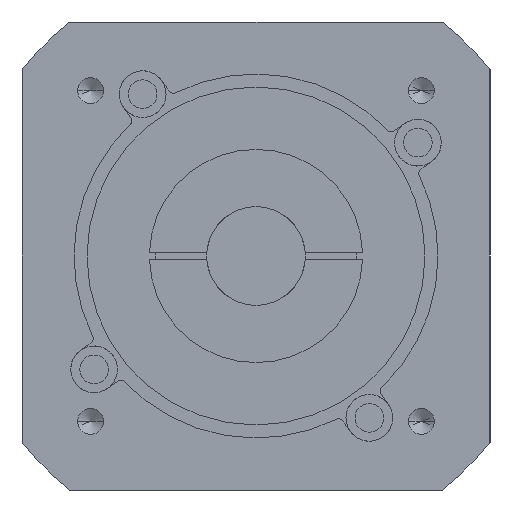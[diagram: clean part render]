
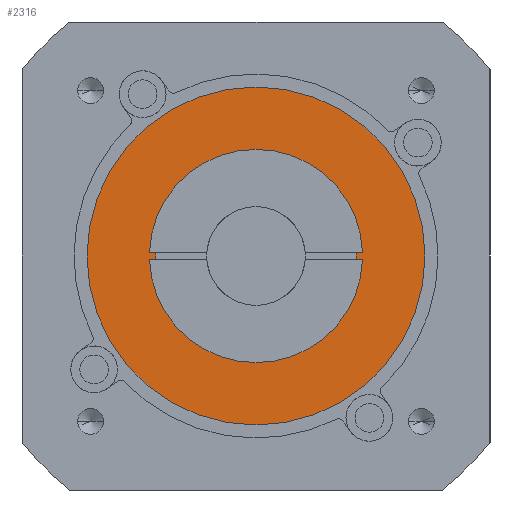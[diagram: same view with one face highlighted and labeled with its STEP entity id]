
A CAD part, left-side view. The second image highlights one B-rep face of the part: STEP entity #2316.
In plain terms, the highlighted planar face has unit normal (-1, 0, 0).
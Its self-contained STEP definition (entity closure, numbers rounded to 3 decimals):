
#284 = CARTESIAN_POINT ( 'NONE',  ( 31.601, 0., 0. ) ) ;
#408 = DIRECTION ( 'NONE',  ( -1., 0., 0. ) ) ;
#532 = EDGE_CURVE ( 'NONE', #3332, #1008, #2493, .T. ) ;
#650 = CIRCLE ( 'NONE', #5176, 19.25 ) ;
#663 = CARTESIAN_POINT ( 'NONE',  ( 31.601, 0., 0. ) ) ;
#685 = CARTESIAN_POINT ( 'NONE',  ( 31.601, 0., 0. ) ) ;
#708 = CARTESIAN_POINT ( 'NONE',  ( 31.601, 0., 19.25 ) ) ;
#757 = DIRECTION ( 'NONE',  ( 0., 0., 1. ) ) ;
#921 = ORIENTED_EDGE ( 'NONE', *, *, #532, .T. ) ;
#939 = EDGE_LOOP ( 'NONE', ( #5443, #5270 ) ) ;
#1008 = VERTEX_POINT ( 'NONE', #4500 ) ;
#1035 = AXIS2_PLACEMENT_3D ( 'NONE', #284, #3692, #757 ) ;
#1136 = DIRECTION ( 'NONE',  ( 0., 0., 1. ) ) ;
#1178 = DIRECTION ( 'NONE',  ( 0., 0., 1. ) ) ;
#1492 = EDGE_CURVE ( 'NONE', #1008, #3332, #2548, .T. ) ;
#1556 = PLANE ( 'NONE',  #3123 ) ;
#1895 = CARTESIAN_POINT ( 'NONE',  ( 31.601, 0., -19.25 ) ) ;
#1919 = CIRCLE ( 'NONE', #1035, 19.25 ) ;
#2042 = DIRECTION ( 'NONE',  ( 0., 0., -1. ) ) ;
#2124 = VERTEX_POINT ( 'NONE', #1895 ) ;
#2316 = ADVANCED_FACE ( 'NONE', ( #2862, #4321 ), #1556, .F. ) ;
#2493 = CIRCLE ( 'NONE', #3494, 32.5 ) ;
#2527 = EDGE_CURVE ( 'NONE', #5615, #2124, #1919, .T. ) ;
#2548 = CIRCLE ( 'NONE', #5601, 32.5 ) ;
#2862 = FACE_BOUND ( 'NONE', #939, .T. ) ;
#2980 = ORIENTED_EDGE ( 'NONE', *, *, #1492, .T. ) ;
#3022 = CARTESIAN_POINT ( 'NONE',  ( 31.601, 0., -19.25 ) ) ;
#3123 = AXIS2_PLACEMENT_3D ( 'NONE', #3022, #4987, #2042 ) ;
#3332 = VERTEX_POINT ( 'NONE', #3816 ) ;
#3333 = CARTESIAN_POINT ( 'NONE',  ( 31.601, 0., 0. ) ) ;
#3494 = AXIS2_PLACEMENT_3D ( 'NONE', #3333, #408, #3831 ) ;
#3692 = DIRECTION ( 'NONE',  ( -1., 0., 0. ) ) ;
#3816 = CARTESIAN_POINT ( 'NONE',  ( 31.601, 0., -32.5 ) ) ;
#3831 = DIRECTION ( 'NONE',  ( 0., 0., 1. ) ) ;
#4080 = DIRECTION ( 'NONE',  ( -1., 0., 0. ) ) ;
#4115 = DIRECTION ( 'NONE',  ( -1., 0., 0. ) ) ;
#4321 = FACE_OUTER_BOUND ( 'NONE', #6013, .T. ) ;
#4500 = CARTESIAN_POINT ( 'NONE',  ( 31.601, 0., 32.5 ) ) ;
#4987 = DIRECTION ( 'NONE',  ( 1., 0., 0. ) ) ;
#5176 = AXIS2_PLACEMENT_3D ( 'NONE', #685, #4115, #1178 ) ;
#5270 = ORIENTED_EDGE ( 'NONE', *, *, #5591, .F. ) ;
#5443 = ORIENTED_EDGE ( 'NONE', *, *, #2527, .F. ) ;
#5591 = EDGE_CURVE ( 'NONE', #2124, #5615, #650, .T. ) ;
#5601 = AXIS2_PLACEMENT_3D ( 'NONE', #663, #4080, #1136 ) ;
#5615 = VERTEX_POINT ( 'NONE', #708 ) ;
#6013 = EDGE_LOOP ( 'NONE', ( #2980, #921 ) ) ;
